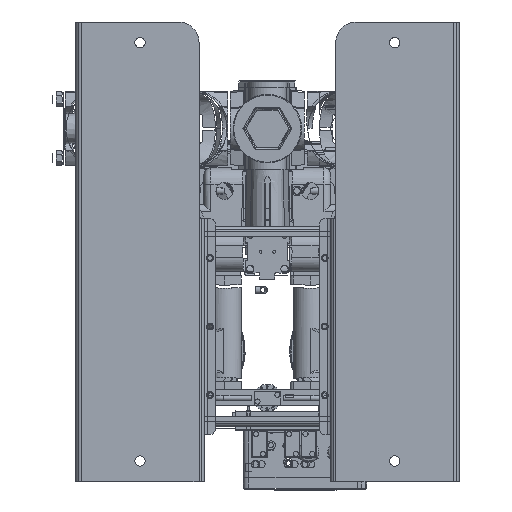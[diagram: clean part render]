
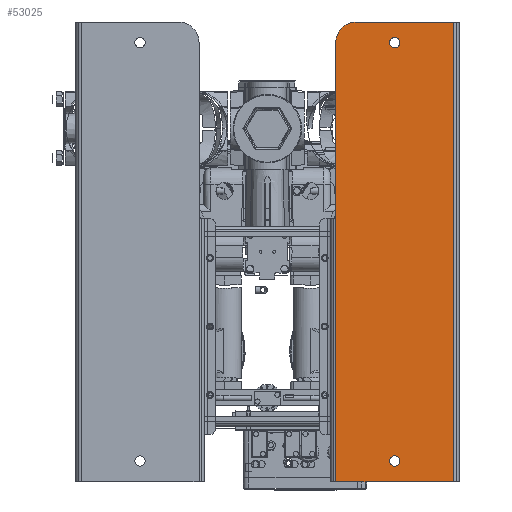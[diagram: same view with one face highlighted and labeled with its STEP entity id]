
A CAD part, front view. The second image highlights one B-rep face of the part: STEP entity #53025.
In plain terms, the highlighted planar face has unit normal (0, -1, 0).
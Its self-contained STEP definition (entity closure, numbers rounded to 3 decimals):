
#6976=LINE('',#100899,#11419);
#7001=LINE('',#100974,#11444);
#7005=LINE('',#100983,#11448);
#7010=LINE('',#100999,#11453);
#7011=LINE('',#101002,#11454);
#11419=VECTOR('',#64186,384.);
#11444=VECTOR('',#64245,670.);
#11448=VECTOR('',#64253,142.);
#11453=VECTOR('',#64268,172.);
#11454=VECTOR('',#64271,256.);
#14737=PLANE('',#56242);
#15373=FACE_BOUND('',#18260,.T.);
#15374=FACE_BOUND('',#18261,.T.);
#16452=FACE_OUTER_BOUND('',#18259,.T.);
#18259=EDGE_LOOP('',(#47078,#47079,#47080,#47081,#47082,#47083));
#18260=EDGE_LOOP('',(#47084));
#18261=EDGE_LOOP('',(#47085));
#20295=CIRCLE('',#56243,30.);
#20296=CIRCLE('',#56244,7.5);
#20297=CIRCLE('',#56245,7.5);
#26613=VERTEX_POINT('',#100896);
#26614=VERTEX_POINT('',#100898);
#26646=VERTEX_POINT('',#100970);
#26647=VERTEX_POINT('',#100972);
#26650=VERTEX_POINT('',#100981);
#26657=VERTEX_POINT('',#101000);
#26658=VERTEX_POINT('',#101003);
#26659=VERTEX_POINT('',#101005);
#36306=EDGE_CURVE('',#26613,#26614,#6976,.T.);
#36344=EDGE_CURVE('',#26647,#26646,#7001,.T.);
#36349=EDGE_CURVE('',#26650,#26647,#7005,.T.);
#36357=EDGE_CURVE('',#26646,#26613,#7010,.T.);
#36358=EDGE_CURVE('',#26657,#26650,#20295,.T.);
#36359=EDGE_CURVE('',#26657,#26614,#7011,.T.);
#36360=EDGE_CURVE('',#26658,#26658,#20296,.T.);
#36361=EDGE_CURVE('',#26659,#26659,#20297,.T.);
#47078=ORIENTED_EDGE('',*,*,#36306,.F.);
#47079=ORIENTED_EDGE('',*,*,#36357,.F.);
#47080=ORIENTED_EDGE('',*,*,#36344,.F.);
#47081=ORIENTED_EDGE('',*,*,#36349,.F.);
#47082=ORIENTED_EDGE('',*,*,#36358,.F.);
#47083=ORIENTED_EDGE('',*,*,#36359,.T.);
#47084=ORIENTED_EDGE('',*,*,#36360,.T.);
#47085=ORIENTED_EDGE('',*,*,#36361,.T.);
#53025=ADVANCED_FACE('',(#16452,#15373,#15374),#14737,.T.);
#56242=AXIS2_PLACEMENT_3D('',#100998,#64266,#64267);
#56243=AXIS2_PLACEMENT_3D('',#101001,#64269,#64270);
#56244=AXIS2_PLACEMENT_3D('',#101004,#64272,#64273);
#56245=AXIS2_PLACEMENT_3D('',#101006,#64274,#64275);
#64186=DIRECTION('',(0.,0.,1.));
#64245=DIRECTION('',(0.,0.,-1.));
#64253=DIRECTION('',(1.,0.,0.));
#64266=DIRECTION('center_axis',(0.,-1.,0.));
#64267=DIRECTION('ref_axis',(1.,0.,0.));
#64268=DIRECTION('',(-1.,0.,0.));
#64269=DIRECTION('center_axis',(0.,1.,0.));
#64270=DIRECTION('ref_axis',(-0.707,0.,0.707));
#64271=DIRECTION('',(0.,0.,-1.));
#64272=DIRECTION('center_axis',(0.,1.,0.));
#64273=DIRECTION('ref_axis',(1.,0.,0.));
#64274=DIRECTION('center_axis',(0.,1.,0.));
#64275=DIRECTION('ref_axis',(1.,0.,0.));
#100896=CARTESIAN_POINT('',(99.647,0.,-76.));
#100898=CARTESIAN_POINT('',(99.647,0.,308.));
#100899=CARTESIAN_POINT('',(99.647,0.,259.));
#100970=CARTESIAN_POINT('',(271.647,0.,-76.));
#100972=CARTESIAN_POINT('',(271.647,0.,594.));
#100974=CARTESIAN_POINT('',(271.647,0.,259.));
#100981=CARTESIAN_POINT('',(129.647,0.,594.));
#100983=CARTESIAN_POINT('',(279.647,0.,594.));
#100998=CARTESIAN_POINT('Origin',(91.647,0.,
259.));
#100999=CARTESIAN_POINT('',(279.647,0.,-76.));
#101000=CARTESIAN_POINT('',(99.647,0.,564.));
#101001=CARTESIAN_POINT('Origin',(129.647,0.,
564.));
#101002=CARTESIAN_POINT('',(99.647,0.,283.5));
#101003=CARTESIAN_POINT('',(178.147,0.,564.));
#101004=CARTESIAN_POINT('Origin',(185.647,0.,
564.));
#101005=CARTESIAN_POINT('',(178.147,0.,-46.));
#101006=CARTESIAN_POINT('Origin',(185.647,0.,
-46.));
